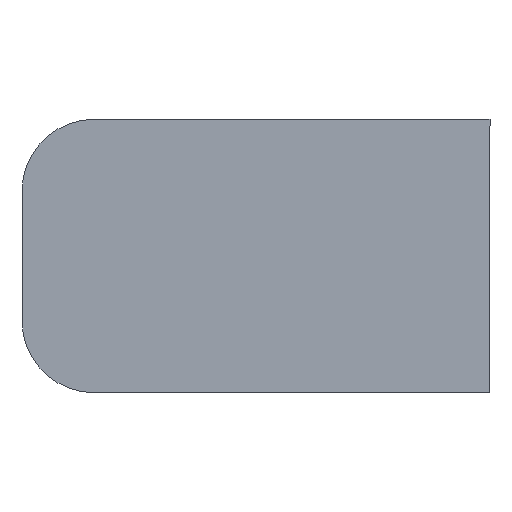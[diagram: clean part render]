
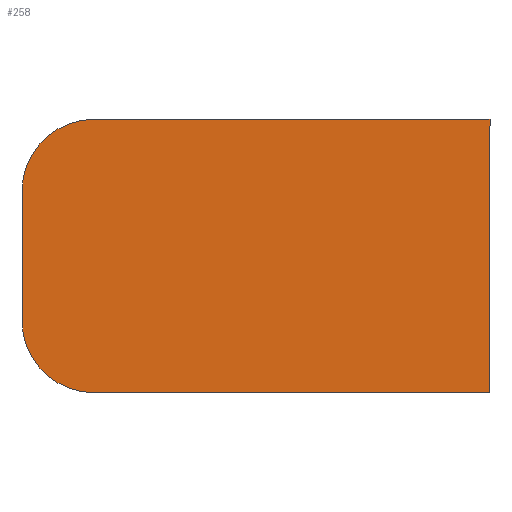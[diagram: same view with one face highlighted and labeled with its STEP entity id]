
A CAD part, front view. The second image highlights one B-rep face of the part: STEP entity #258.
In plain terms, the highlighted planar face has unit normal (0, -1, 0).
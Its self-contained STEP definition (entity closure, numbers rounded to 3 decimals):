
#23=CIRCLE('',#290,15.8);
#24=CIRCLE('',#291,15.8);
#36=FACE_OUTER_BOUND('',#53,.T.);
#53=EDGE_LOOP('',(#185,#186,#187,#188,#189,#190));
#72=LINE('',#405,#96);
#76=LINE('',#413,#100);
#79=LINE('',#419,#103);
#80=LINE('',#423,#104);
#96=VECTOR('',#321,10.);
#100=VECTOR('',#327,10.);
#103=VECTOR('',#332,10.);
#104=VECTOR('',#335,10.);
#120=VERTEX_POINT('',#402);
#121=VERTEX_POINT('',#404);
#124=VERTEX_POINT('',#412);
#126=VERTEX_POINT('',#418);
#127=VERTEX_POINT('',#420);
#128=VERTEX_POINT('',#422);
#142=EDGE_CURVE('',#121,#120,#72,.T.);
#146=EDGE_CURVE('',#124,#121,#76,.T.);
#149=EDGE_CURVE('',#120,#126,#79,.T.);
#150=EDGE_CURVE('',#127,#126,#23,.T.);
#151=EDGE_CURVE('',#128,#127,#80,.T.);
#152=EDGE_CURVE('',#124,#128,#24,.T.);
#185=ORIENTED_EDGE('',*,*,#142,.T.);
#186=ORIENTED_EDGE('',*,*,#149,.T.);
#187=ORIENTED_EDGE('',*,*,#150,.F.);
#188=ORIENTED_EDGE('',*,*,#151,.F.);
#189=ORIENTED_EDGE('',*,*,#152,.F.);
#190=ORIENTED_EDGE('',*,*,#146,.T.);
#247=PLANE('',#289);
#258=ADVANCED_FACE('',(#36),#247,.F.);
#289=AXIS2_PLACEMENT_3D('',#417,#330,#331);
#290=AXIS2_PLACEMENT_3D('',#421,#333,#334);
#291=AXIS2_PLACEMENT_3D('',#424,#336,#337);
#321=DIRECTION('',(0.,0.,1.));
#327=DIRECTION('',(1.,0.,0.));
#330=DIRECTION('center_axis',(0.,1.,0.));
#331=DIRECTION('ref_axis',(-1.,0.,0.));
#332=DIRECTION('',(-1.,0.,0.));
#333=DIRECTION('center_axis',(0.,1.,0.));
#334=DIRECTION('ref_axis',(-0.707,0.,0.707));
#335=DIRECTION('',(0.,0.,1.));
#336=DIRECTION('center_axis',(0.,1.,0.));
#337=DIRECTION('ref_axis',(-0.707,0.,-0.707));
#402=CARTESIAN_POINT('',(-0.154,118.424,186.898));
#404=CARTESIAN_POINT('',(-0.154,118.424,126.898));
#405=CARTESIAN_POINT('',(-0.154,118.424,144.397));
#412=CARTESIAN_POINT('',(-87.1,118.424,126.898));
#413=CARTESIAN_POINT('',(-21.482,118.424,126.898));
#417=CARTESIAN_POINT('Origin',(-21.482,118.424,156.898));
#418=CARTESIAN_POINT('',(-87.1,118.424,186.898));
#419=CARTESIAN_POINT('',(6.718,118.424,186.898));
#420=CARTESIAN_POINT('',(-102.9,118.424,171.098));
#421=CARTESIAN_POINT('Origin',(-87.1,118.424,171.098));
#422=CARTESIAN_POINT('',(-102.9,118.424,142.698));
#423=CARTESIAN_POINT('',(-102.9,118.424,156.898));
#424=CARTESIAN_POINT('Origin',(-87.1,118.424,142.698));
